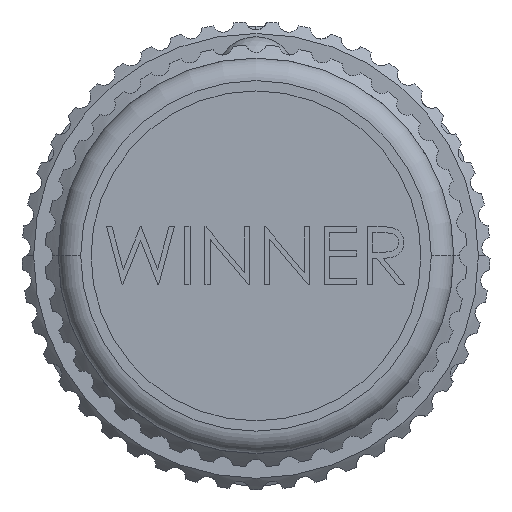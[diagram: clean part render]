
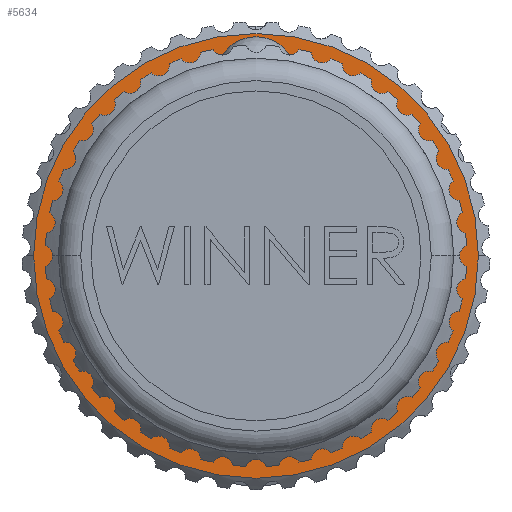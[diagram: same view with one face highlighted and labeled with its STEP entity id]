
A CAD part, left-side view. The second image highlights one B-rep face of the part: STEP entity #5634.
In plain terms, the highlighted planar face has unit normal (-1, 0, 0).
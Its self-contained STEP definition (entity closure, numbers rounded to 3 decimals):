
#30 = CARTESIAN_POINT ( 'NONE',  ( -7.9, -1.695, 4.064 ) ) ;
#126 = CARTESIAN_POINT ( 'NONE',  ( -7.9, -3.906, 2.395 ) ) ;
#140 = EDGE_CURVE ( 'NONE', #18077, #9971, #6040, .T. ) ;
#336 = AXIS2_PLACEMENT_3D ( 'NONE', #10781, #23933, #9031 ) ;
#461 = CARTESIAN_POINT ( 'NONE',  ( -7.9, 0., 0. ) ) ;
#518 = B_SPLINE_CURVE_WITH_KNOTS ( 'NONE', 3,
 ( #26896, #979, #18155, #22441, #13933, #1068, #16070, #3253, #18238, #5423, #5509, #27272, #14388, #3531, #10511, #27709, #21382, #21006 ),
 .UNSPECIFIED., .F., .F.,
 ( 4, 2, 2, 2, 2, 2, 2, 2, 4 ),
 ( 0., 0.001, 0.002, 0.003, 0.003, 0.004, 0.005, 0.006, 0.007 ),
 .UNSPECIFIED. ) ;
#568 = CARTESIAN_POINT ( 'NONE',  ( -7.9, 4.17, -0.505 ) ) ;
#667 = CARTESIAN_POINT ( 'NONE',  ( -7.9, 4.182, 0.216 ) ) ;
#979 = CARTESIAN_POINT ( 'NONE',  ( -7.9, -1.937, -4.274 ) ) ;
#1068 = CARTESIAN_POINT ( 'NONE',  ( -7.9, -0.276, -4.576 ) ) ;
#2262 = ORIENTED_EDGE ( 'NONE', *, *, #20591, .T. ) ;
#2281 = CARTESIAN_POINT ( 'NONE',  ( -7.9, 0., 0. ) ) ;
#2288 = VERTEX_POINT ( 'NONE', #6526 ) ;
#2950 = CARTESIAN_POINT ( 'NONE',  ( -7.9, 3.851, 1.611 ) ) ;
#3253 = CARTESIAN_POINT ( 'NONE',  ( -7.9, 0.564, -4.493 ) ) ;
#3531 = CARTESIAN_POINT ( 'NONE',  ( -7.9, 2.803, -3.347 ) ) ;
#4922 = CARTESIAN_POINT ( 'NONE',  ( -7.9, 3.64, -2.211 ) ) ;
#4939 = VERTEX_POINT ( 'NONE', #27248 ) ;
#5016 = CARTESIAN_POINT ( 'NONE',  ( -7.9, 2.557, 3.317 ) ) ;
#5128 = CARTESIAN_POINT ( 'NONE',  ( -7.9, 1.629, 3.881 ) ) ;
#5345 = ORIENTED_EDGE ( 'NONE', *, *, #18156, .T. ) ;
#5346 = CARTESIAN_POINT ( 'NONE',  ( -7.9, -4.7, 0. ) ) ;
#5423 = CARTESIAN_POINT ( 'NONE',  ( -7.9, 1.381, -4.253 ) ) ;
#5509 = CARTESIAN_POINT ( 'NONE',  ( -7.9, 1.639, -4.141 ) ) ;
#5634 = ADVANCED_FACE ( 'NONE', ( #26436, #16016 ), #24644, .T. ) ;
#5677 = ORIENTED_EDGE ( 'NONE', *, *, #12199, .F. ) ;
#6040 = B_SPLINE_CURVE_WITH_KNOTS ( 'NONE', 3,
 ( #4922, #22049, #17933, #26314, #568, #667, #24411, #9239, #2950, #24244, #19820, #21863, #5016, #15398, #5128, #13449, #9327, #24323 ),
 .UNSPECIFIED., .F., .F.,
 ( 4, 2, 2, 2, 2, 2, 2, 2, 4 ),
 ( 0., 0.001, 0.002, 0.003, 0.004, 0.005, 0.007, 0.008, 0.009 ),
 .UNSPECIFIED. ) ;
#6281 = CARTESIAN_POINT ( 'NONE',  ( -7.9, -4.663, 0.592 ) ) ;
#6389 = VERTEX_POINT ( 'NONE', #12734 ) ;
#6526 = CARTESIAN_POINT ( 'NONE',  ( -7.9, -4.663, 0.592 ) ) ;
#6644 = CARTESIAN_POINT ( 'NONE',  ( -7.9, 0.248, 4.251 ) ) ;
#6711 = DIRECTION ( 'NONE',  ( -1., 0., 0. ) ) ;
#7092 = VERTEX_POINT ( 'NONE', #11567 ) ;
#7352 = CIRCLE ( 'NONE', #22450, 4.7 ) ;
#7885 = DIRECTION ( 'NONE',  ( -1., 0., 0. ) ) ;
#8725 = CARTESIAN_POINT ( 'NONE',  ( -7.9, -3.148, 3.226 ) ) ;
#8822 = CARTESIAN_POINT ( 'NONE',  ( -7.9, -1.956, 3.964 ) ) ;
#9031 = DIRECTION ( 'NONE',  ( 0., -1., 0. ) ) ;
#9148 = CIRCLE ( 'NONE', #17785, 15.3 ) ;
#9239 = CARTESIAN_POINT ( 'NONE',  ( -7.9, 3.976, 1.275 ) ) ;
#9277 = VERTEX_POINT ( 'NONE', #5346 ) ;
#9327 = CARTESIAN_POINT ( 'NONE',  ( -7.9, 0.606, 4.205 ) ) ;
#9932 = CARTESIAN_POINT ( 'NONE',  ( -7.9, 0., 0. ) ) ;
#9971 = VERTEX_POINT ( 'NONE', #6644 ) ;
#10511 = CARTESIAN_POINT ( 'NONE',  ( -7.9, 2.999, -3.147 ) ) ;
#10781 = CARTESIAN_POINT ( 'NONE',  ( -7.9, 0., 0. ) ) ;
#11544 = EDGE_LOOP ( 'NONE', ( #5345, #2262 ) ) ;
#11567 = CARTESIAN_POINT ( 'NONE',  ( -7.9, -15.3, 0. ) ) ;
#11575 = ORIENTED_EDGE ( 'NONE', *, *, #140, .T. ) ;
#11849 = ORIENTED_EDGE ( 'NONE', *, *, #13512, .T. ) ;
#12199 = EDGE_CURVE ( 'NONE', #9277, #2288, #7352, .T. ) ;
#12734 = CARTESIAN_POINT ( 'NONE',  ( -7.9, 15.3, 0. ) ) ;
#13130 = CARTESIAN_POINT ( 'NONE',  ( -7.9, -0.313, 4.296 ) ) ;
#13352 = DIRECTION ( 'NONE',  ( -1., 0., 0. ) ) ;
#13449 = CARTESIAN_POINT ( 'NONE',  ( -7.9, 0.955, 4.124 ) ) ;
#13512 = EDGE_CURVE ( 'NONE', #9971, #2288, #17209, .T. ) ;
#13933 = CARTESIAN_POINT ( 'NONE',  ( -7.9, -0.843, -4.544 ) ) ;
#14093 = ORIENTED_EDGE ( 'NONE', *, *, #19777, .F. ) ;
#14170 = DIRECTION ( 'NONE',  ( 0., 0., 1. ) ) ;
#14388 = CARTESIAN_POINT ( 'NONE',  ( -7.9, 2.371, -3.708 ) ) ;
#14916 = CARTESIAN_POINT ( 'NONE',  ( -7.9, 3.64, -2.211 ) ) ;
#15179 = CARTESIAN_POINT ( 'NONE',  ( -7.9, -4.348, 1.683 ) ) ;
#15214 = EDGE_CURVE ( 'NONE', #4939, #18077, #518, .T. ) ;
#15398 = CARTESIAN_POINT ( 'NONE',  ( -7.9, 1.955, 3.719 ) ) ;
#15510 = AXIS2_PLACEMENT_3D ( 'NONE', #22649, #7885, #22548 ) ;
#16016 = FACE_BOUND ( 'NONE', #26743, .T. ) ;
#16070 = CARTESIAN_POINT ( 'NONE',  ( -7.9, 0.005, -4.566 ) ) ;
#16924 = ORIENTED_EDGE ( 'NONE', *, *, #15214, .T. ) ;
#17209 = B_SPLINE_CURVE_WITH_KNOTS ( 'NONE', 3,
 ( #21439, #17211, #13130, #23613, #25775, #30, #8822, #21254, #21533, #8725, #23712, #17404, #126, #15179, #19475, #6281 ),
 .UNSPECIFIED., .F., .F.,
 ( 4, 2, 2, 2, 2, 2, 2, 4 ),
 ( 0., 0.001, 0.002, 0.003, 0.003, 0.004, 0.005, 0.007 ),
 .UNSPECIFIED. ) ;
#17211 = CARTESIAN_POINT ( 'NONE',  ( -7.9, -0.033, 4.288 ) ) ;
#17404 = CARTESIAN_POINT ( 'NONE',  ( -7.9, -3.736, 2.621 ) ) ;
#17785 = AXIS2_PLACEMENT_3D ( 'NONE', #2281, #6711, #23651 ) ;
#17933 = CARTESIAN_POINT ( 'NONE',  ( -7.9, 3.938, -1.552 ) ) ;
#18077 = VERTEX_POINT ( 'NONE', #14916 ) ;
#18155 = CARTESIAN_POINT ( 'NONE',  ( -7.9, -1.671, -4.366 ) ) ;
#18156 = EDGE_CURVE ( 'NONE', #6389, #7092, #19511, .T. ) ;
#18238 = CARTESIAN_POINT ( 'NONE',  ( -7.9, 0.844, -4.429 ) ) ;
#19475 = CARTESIAN_POINT ( 'NONE',  ( -7.9, -4.558, 1.149 ) ) ;
#19511 = CIRCLE ( 'NONE', #336, 15.3 ) ;
#19777 = EDGE_CURVE ( 'NONE', #4939, #9277, #21550, .T. ) ;
#19820 = CARTESIAN_POINT ( 'NONE',  ( -7.9, 3.306, 2.551 ) ) ;
#20591 = EDGE_CURVE ( 'NONE', #7092, #6389, #9148, .T. ) ;
#21006 = CARTESIAN_POINT ( 'NONE',  ( -7.9, 3.64, -2.211 ) ) ;
#21254 = CARTESIAN_POINT ( 'NONE',  ( -7.9, -2.459, 3.714 ) ) ;
#21382 = CARTESIAN_POINT ( 'NONE',  ( -7.9, 3.509, -2.464 ) ) ;
#21439 = CARTESIAN_POINT ( 'NONE',  ( -7.9, 0.248, 4.251 ) ) ;
#21533 = CARTESIAN_POINT ( 'NONE',  ( -7.9, -2.701, 3.564 ) ) ;
#21550 = CIRCLE ( 'NONE', #22622, 4.7 ) ;
#21863 = CARTESIAN_POINT ( 'NONE',  ( -7.9, 2.827, 3.082 ) ) ;
#22049 = CARTESIAN_POINT ( 'NONE',  ( -7.9, 3.805, -1.889 ) ) ;
#22441 = CARTESIAN_POINT ( 'NONE',  ( -7.9, -1.125, -4.502 ) ) ;
#22450 = AXIS2_PLACEMENT_3D ( 'NONE', #461, #13352, #25807 ) ;
#22548 = DIRECTION ( 'NONE',  ( 0., 1., 0. ) ) ;
#22622 = AXIS2_PLACEMENT_3D ( 'NONE', #9932, #27040, #14170 ) ;
#22649 = CARTESIAN_POINT ( 'NONE',  ( -7.9, 5.05, 0. ) ) ;
#23613 = CARTESIAN_POINT ( 'NONE',  ( -7.9, -0.871, 4.259 ) ) ;
#23651 = DIRECTION ( 'NONE',  ( 0., -1., 0. ) ) ;
#23712 = CARTESIAN_POINT ( 'NONE',  ( -7.9, -3.355, 3.038 ) ) ;
#23933 = DIRECTION ( 'NONE',  ( -1., 0., 0. ) ) ;
#24244 = CARTESIAN_POINT ( 'NONE',  ( -7.9, 3.515, 2.251 ) ) ;
#24323 = CARTESIAN_POINT ( 'NONE',  ( -7.9, 0.248, 4.251 ) ) ;
#24411 = CARTESIAN_POINT ( 'NONE',  ( -7.9, 4.142, 0.579 ) ) ;
#24644 = PLANE ( 'NONE',  #15510 ) ;
#25775 = CARTESIAN_POINT ( 'NONE',  ( -7.9, -1.152, 4.211 ) ) ;
#25807 = DIRECTION ( 'NONE',  ( 0., 0., 1. ) ) ;
#26314 = CARTESIAN_POINT ( 'NONE',  ( -7.9, 4.119, -0.862 ) ) ;
#26436 = FACE_OUTER_BOUND ( 'NONE', #11544, .T. ) ;
#26743 = EDGE_LOOP ( 'NONE', ( #14093, #16924, #11575, #11849, #5677 ) ) ;
#26896 = CARTESIAN_POINT ( 'NONE',  ( -7.9, -2.197, -4.155 ) ) ;
#27040 = DIRECTION ( 'NONE',  ( -1., 0., 0. ) ) ;
#27248 = CARTESIAN_POINT ( 'NONE',  ( -7.9, -2.197, -4.155 ) ) ;
#27272 = CARTESIAN_POINT ( 'NONE',  ( -7.9, 2.133, -3.869 ) ) ;
#27709 = CARTESIAN_POINT ( 'NONE',  ( -7.9, 3.353, -2.705 ) ) ;
